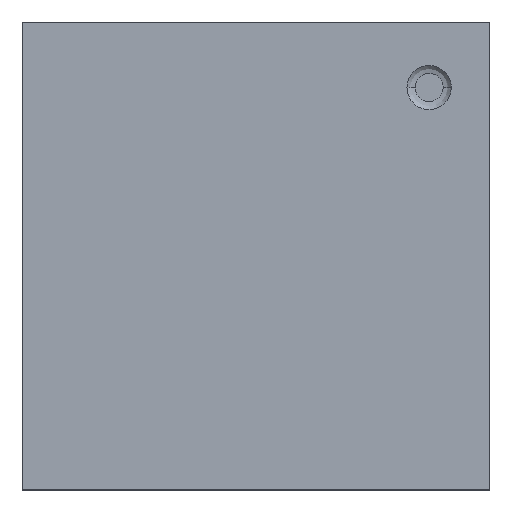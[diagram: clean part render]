
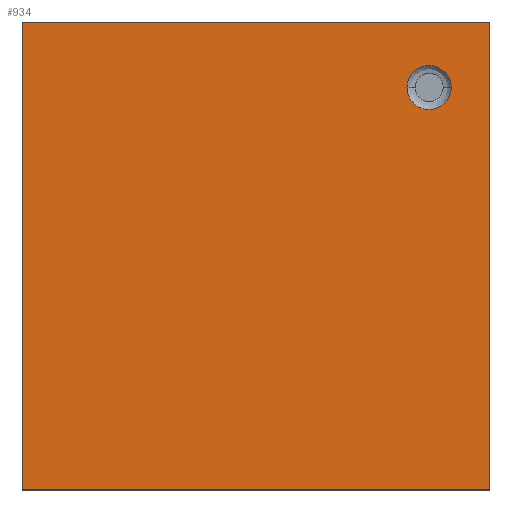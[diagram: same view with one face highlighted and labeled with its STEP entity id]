
A CAD part, top view. The second image highlights one B-rep face of the part: STEP entity #934.
In plain terms, the highlighted planar face has unit normal (0, 0, 1).
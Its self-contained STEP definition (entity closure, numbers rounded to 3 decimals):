
#739=FACE_BOUND('',#2073,.T.);
#934=ADVANCED_FACE('',(#1503,#739),#8321,.T.);
#1503=FACE_OUTER_BOUND('',#2072,.T.);
#2072=EDGE_LOOP('',(#3158,#3159,#3160,#3161));
#2073=EDGE_LOOP('',(#3162,#3163));
#3158=ORIENTED_EDGE('',*,*,#5323,.T.);
#3159=ORIENTED_EDGE('',*,*,#5324,.T.);
#3160=ORIENTED_EDGE('',*,*,#5325,.T.);
#3161=ORIENTED_EDGE('',*,*,#5326,.T.);
#3162=ORIENTED_EDGE('',*,*,#4937,.T.);
#3163=ORIENTED_EDGE('',*,*,#5337,.T.);
#4937=EDGE_CURVE('',#7361,#7618,#6971,.T.);
#5323=EDGE_CURVE('',#7611,#7610,#6532,.T.);
#5324=EDGE_CURVE('',#7610,#7612,#6533,.T.);
#5325=EDGE_CURVE('',#7612,#7613,#6534,.T.);
#5326=EDGE_CURVE('',#7613,#7611,#6535,.T.);
#5337=EDGE_CURVE('',#7618,#7361,#6975,.T.);
#6532=B_SPLINE_CURVE_WITH_KNOTS('',1,(#10923,#10924),.UNSPECIFIED.,.F.,.F.,
(2,2),(0.,5.),.UNSPECIFIED.);
#6533=B_SPLINE_CURVE_WITH_KNOTS('',1,(#10925,#10926),.UNSPECIFIED.,.F.,.F.,
(2,2),(5.,10.),.UNSPECIFIED.);
#6534=B_SPLINE_CURVE_WITH_KNOTS('',1,(#10927,#10928),.UNSPECIFIED.,.F.,.F.,
(2,2),(10.,15.),.UNSPECIFIED.);
#6535=B_SPLINE_CURVE_WITH_KNOTS('',1,(#10929,#10930),.UNSPECIFIED.,.F.,.F.,
(2,2),(15.,20.),.UNSPECIFIED.);
#6971=(
BOUNDED_CURVE()
B_SPLINE_CURVE(3,(#10139,#10140,#10141,#10142,#10143,#10144,#10145,#10146,
#10147,#10148,#10149,#10150,#10151),.UNSPECIFIED.,.F.,.F.)
B_SPLINE_CURVE_WITH_KNOTS((4,3,3,3,4),(0.,0.118,0.236,
0.353,0.471),.UNSPECIFIED.)
CURVE()
GEOMETRIC_REPRESENTATION_ITEM()
RATIONAL_B_SPLINE_CURVE((1.,0.954,0.91,0.868,
0.868,0.868,0.868,0.868,0.868,
0.868,0.91,0.954,1.))
REPRESENTATION_ITEM('')
);
#6975=(
BOUNDED_CURVE()
B_SPLINE_CURVE(3,(#10963,#10964,#10965,#10966,#10967,#10968,#10969,#10970,
#10971,#10972,#10973,#10974,#10975),.UNSPECIFIED.,.F.,.F.)
B_SPLINE_CURVE_WITH_KNOTS((4,3,3,3,4),(0.471,0.589,
0.707,0.825,0.942),.UNSPECIFIED.)
CURVE()
GEOMETRIC_REPRESENTATION_ITEM()
RATIONAL_B_SPLINE_CURVE((1.,0.954,0.91,0.868,
0.868,0.868,0.868,0.868,
0.868,0.868,0.91,0.954,1.))
REPRESENTATION_ITEM('')
);
#7361=VERTEX_POINT('',#9867);
#7610=VERTEX_POINT('',#10116);
#7611=VERTEX_POINT('',#10117);
#7612=VERTEX_POINT('',#10118);
#7613=VERTEX_POINT('',#10119);
#7618=VERTEX_POINT('',#10124);
#8321=PLANE('',#8910);
#8910=AXIS2_PLACEMENT_3D('',#9827,#9352,$);
#9352=DIRECTION('',(0.,0.,1.));
#9827=CARTESIAN_POINT('',(-2.5,-2.5,1.05));
#9867=CARTESIAN_POINT('',(2.087,1.8,1.05));
#10116=CARTESIAN_POINT('',(2.5,-2.5,1.05));
#10117=CARTESIAN_POINT('',(-2.5,-2.5,1.05));
#10118=CARTESIAN_POINT('',(2.5,2.5,1.05));
#10119=CARTESIAN_POINT('',(-2.5,2.5,1.05));
#10124=CARTESIAN_POINT('',(1.613,1.8,1.05));
#10139=CARTESIAN_POINT('',(2.087,1.8,1.05));
#10140=CARTESIAN_POINT('',(2.087,1.738,1.05));
#10141=CARTESIAN_POINT('',(2.061,1.676,1.05));
#10142=CARTESIAN_POINT('',(2.017,1.633,1.05));
#10143=CARTESIAN_POINT('',(1.974,1.589,1.05));
#10144=CARTESIAN_POINT('',(1.912,1.563,1.05));
#10145=CARTESIAN_POINT('',(1.85,1.563,1.05));
#10146=CARTESIAN_POINT('',(1.788,1.563,1.05));
#10147=CARTESIAN_POINT('',(1.726,1.589,1.05));
#10148=CARTESIAN_POINT('',(1.683,1.633,1.05));
#10149=CARTESIAN_POINT('',(1.639,1.676,1.05));
#10150=CARTESIAN_POINT('',(1.613,1.738,1.05));
#10151=CARTESIAN_POINT('',(1.613,1.8,1.05));
#10923=CARTESIAN_POINT('',(-2.5,-2.5,1.05));
#10924=CARTESIAN_POINT('',(2.5,-2.5,1.05));
#10925=CARTESIAN_POINT('',(2.5,-2.5,1.05));
#10926=CARTESIAN_POINT('',(2.5,2.5,1.05));
#10927=CARTESIAN_POINT('',(2.5,2.5,1.05));
#10928=CARTESIAN_POINT('',(-2.5,2.5,1.05));
#10929=CARTESIAN_POINT('',(-2.5,2.5,1.05));
#10930=CARTESIAN_POINT('',(-2.5,-2.5,1.05));
#10963=CARTESIAN_POINT('',(1.613,1.8,1.05));
#10964=CARTESIAN_POINT('',(1.613,1.862,1.05));
#10965=CARTESIAN_POINT('',(1.639,1.924,1.05));
#10966=CARTESIAN_POINT('',(1.683,1.967,1.05));
#10967=CARTESIAN_POINT('',(1.726,2.011,1.05));
#10968=CARTESIAN_POINT('',(1.788,2.037,1.05));
#10969=CARTESIAN_POINT('',(1.85,2.037,1.05));
#10970=CARTESIAN_POINT('',(1.912,2.037,1.05));
#10971=CARTESIAN_POINT('',(1.974,2.011,1.05));
#10972=CARTESIAN_POINT('',(2.017,1.967,1.05));
#10973=CARTESIAN_POINT('',(2.061,1.924,1.05));
#10974=CARTESIAN_POINT('',(2.087,1.862,1.05));
#10975=CARTESIAN_POINT('',(2.087,1.8,1.05));
